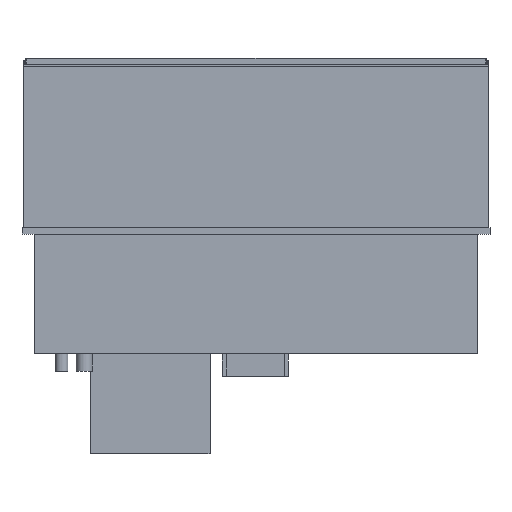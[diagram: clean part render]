
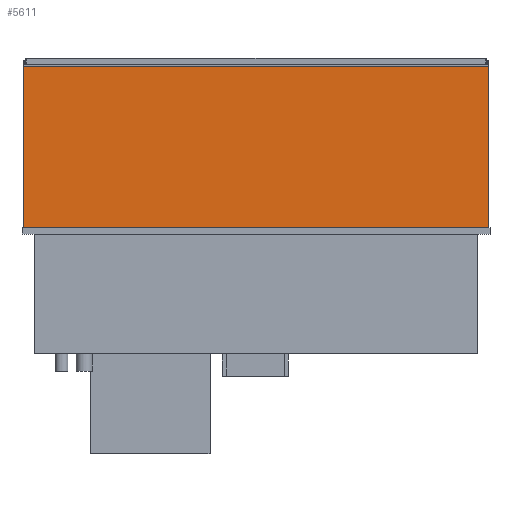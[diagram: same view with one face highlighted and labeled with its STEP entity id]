
A CAD part, top view. The second image highlights one B-rep face of the part: STEP entity #5611.
In plain terms, the highlighted planar face has unit normal (0, 0, 1).
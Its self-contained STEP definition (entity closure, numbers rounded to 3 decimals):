
#333=PLANE('',#6038);
#666=FACE_OUTER_BOUND('',#1012,.T.);
#1012=EDGE_LOOP('',(#5008,#5009,#5010,#5011));
#1640=LINE('',#8805,#2360);
#1643=LINE('',#8811,#2363);
#1646=LINE('',#8817,#2366);
#1649=LINE('',#8821,#2369);
#2360=VECTOR('',#7240,10.);
#2363=VECTOR('',#7245,10.);
#2366=VECTOR('',#7250,10.);
#2369=VECTOR('',#7255,10.);
#2958=VERTEX_POINT('',#8802);
#2959=VERTEX_POINT('',#8804);
#2961=VERTEX_POINT('',#8810);
#2963=VERTEX_POINT('',#8816);
#3656=EDGE_CURVE('',#2959,#2958,#1640,.T.);
#3659=EDGE_CURVE('',#2961,#2959,#1643,.T.);
#3662=EDGE_CURVE('',#2963,#2961,#1646,.T.);
#3665=EDGE_CURVE('',#2958,#2963,#1649,.T.);
#5008=ORIENTED_EDGE('',*,*,#3665,.T.);
#5009=ORIENTED_EDGE('',*,*,#3662,.T.);
#5010=ORIENTED_EDGE('',*,*,#3659,.T.);
#5011=ORIENTED_EDGE('',*,*,#3656,.T.);
#5611=ADVANCED_FACE('',(#666),#333,.T.);
#6038=AXIS2_PLACEMENT_3D('',#8822,#7256,#7257);
#7240=DIRECTION('',(0.,-1.,0.));
#7245=DIRECTION('',(-1.,0.,0.));
#7250=DIRECTION('',(0.,1.,0.));
#7255=DIRECTION('',(1.,0.,0.));
#7256=DIRECTION('center_axis',(0.,0.,1.));
#7257=DIRECTION('ref_axis',(1.,0.,0.));
#8802=CARTESIAN_POINT('',(-720.,20.,347.5));
#8804=CARTESIAN_POINT('',(-720.,520.,347.5));
#8805=CARTESIAN_POINT('',(-720.,524.,347.5));
#8810=CARTESIAN_POINT('',(720.,520.,347.5));
#8811=CARTESIAN_POINT('',(720.,520.,347.5));
#8816=CARTESIAN_POINT('',(720.,20.,347.5));
#8817=CARTESIAN_POINT('',(720.,20.,347.5));
#8821=CARTESIAN_POINT('',(-720.,20.,347.5));
#8822=CARTESIAN_POINT('Origin',(0.,270.,347.5));
